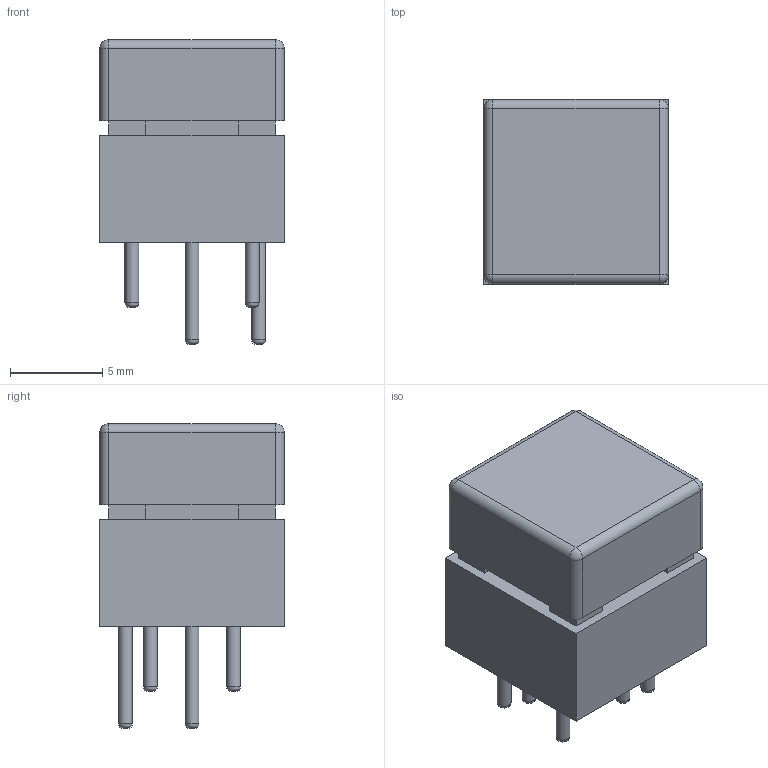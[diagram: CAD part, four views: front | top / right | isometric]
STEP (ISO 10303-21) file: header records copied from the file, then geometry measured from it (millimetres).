
FILE_DESCRIPTION(/* description */ (''),/* implementation_level */ '2;1');
FILE_NAME(/* name */ 'Tactile switch v1.step',/* time_stamp */ '2020-09-12T16:38:29-07:00',/* author */ (''),/* organization */ (''),/* preprocessor_version */ 'ST-DEVELOPER v18.1',/* originating_system */ 'Autodesk Translation Framework v9.3.0.1241',/* authorisation */ '');
FILE_SCHEMA (('AUTOMOTIVE_DESIGN { 1 0 10303 214 3 1 1 }'));
Length unit declared in the file: millimetre
Products named in the file (1): Tactile switch
Bounding box: 10 x 10 x 16.5 mm (x, y, z)
Volume: 1084.4 mm3; surface area: 1032.1 mm2
Topology: 9 solids, 9 shells, 74 faces, 156 edges, 100 vertices
Faces by surface type: plane 50, cylinder 14, bspline 6, sphere 4
Full cylindrical faces by diameter (mm): 0.75 x6
Entity records: 2148 total; most frequent: CARTESIAN_POINT 487, DIRECTION 340, ORIENTED_EDGE 312, EDGE_CURVE 156, AXIS2_PLACEMENT_3D 115, LINE 110, VECTOR 110, VERTEX_POINT 100
